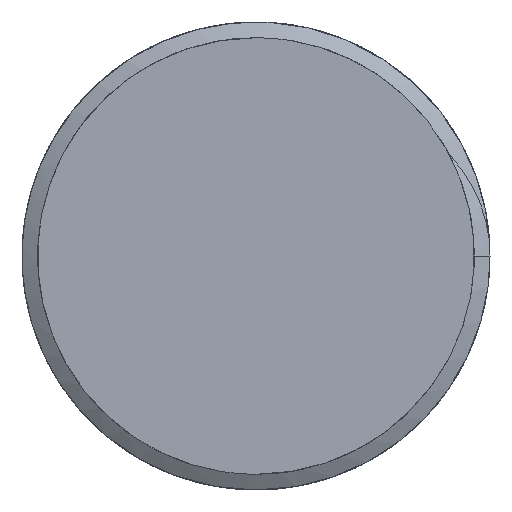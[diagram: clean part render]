
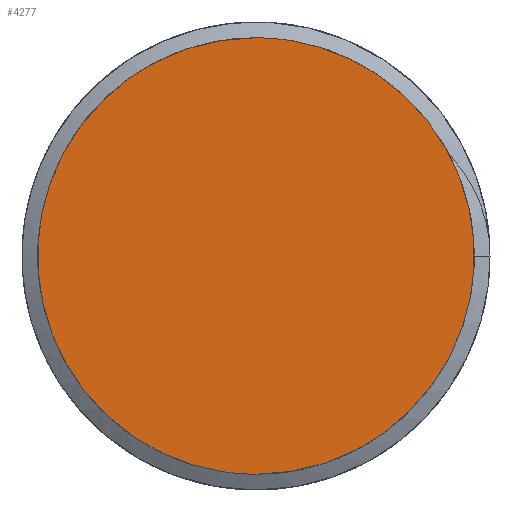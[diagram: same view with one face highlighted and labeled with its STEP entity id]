
A CAD part, front view. The second image highlights one B-rep face of the part: STEP entity #4277.
In plain terms, the highlighted free-form (B-spline) face has degree [1, 1] with [2, 2] control points.
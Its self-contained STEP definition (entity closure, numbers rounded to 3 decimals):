
#4250=CARTESIAN_POINT('',(-19.053,5.5,21.732));
#4251=CARTESIAN_POINT('',(19.053,5.5,21.732));
#4252=CARTESIAN_POINT('',(-19.053,5.5,-16.373));
#4253=CARTESIAN_POINT('',(19.053,5.5,-16.373));
#4254=B_SPLINE_SURFACE_WITH_KNOTS('',1,1,((#4250,#4251),(#4252,#4253)),.PLANE_SURF.,.F.,.F.,.U.,(2,2),(2,2),(0.,1.),(0.,1.),.UNSPECIFIED.);
#4255=CARTESIAN_POINT('',(0.,5.5,8.35));
#4256=VERTEX_POINT('',#4255);
#4257=CARTESIAN_POINT('',(0.,5.5,-8.35));
#4258=VERTEX_POINT('',#4257);
#4259=CARTESIAN_POINT('',(0.,5.5,8.35));
#4260=CARTESIAN_POINT('',(-8.35,5.5,8.35));
#4261=CARTESIAN_POINT('',(-8.35,5.5,0.));
#4262=CARTESIAN_POINT('',(-8.35,5.5,-8.35));
#4263=CARTESIAN_POINT('',(0.,5.5,-8.35));
#4264=(BOUNDED_CURVE()B_SPLINE_CURVE(2,(#4259,#4260,#4261,#4262,#4263),.CIRCULAR_ARC.,.F.,.U.)B_SPLINE_CURVE_WITH_KNOTS((3,2,3),(0.,0.5,1.),.UNSPECIFIED.)CURVE()GEOMETRIC_REPRESENTATION_ITEM()RATIONAL_B_SPLINE_CURVE((1.,0.707,1.,0.707,1.))REPRESENTATION_ITEM(''));
#4265=EDGE_CURVE('',#4256,#4258,#4264,.T.);
#4266=ORIENTED_EDGE('',*,*,#4265,.T.);
#4267=CARTESIAN_POINT('',(0.,5.5,-8.35));
#4268=CARTESIAN_POINT('',(8.35,5.5,-8.35));
#4269=CARTESIAN_POINT('',(8.35,5.5,0.));
#4270=CARTESIAN_POINT('',(8.35,5.5,8.35));
#4271=CARTESIAN_POINT('',(0.,5.5,8.35));
#4272=(BOUNDED_CURVE()B_SPLINE_CURVE(2,(#4267,#4268,#4269,#4270,#4271),.CIRCULAR_ARC.,.F.,.U.)B_SPLINE_CURVE_WITH_KNOTS((3,2,3),(0.,0.5,1.),.UNSPECIFIED.)CURVE()GEOMETRIC_REPRESENTATION_ITEM()RATIONAL_B_SPLINE_CURVE((1.,0.707,1.,0.707,1.))REPRESENTATION_ITEM(''));
#4273=EDGE_CURVE('',#4258,#4256,#4272,.T.);
#4274=ORIENTED_EDGE('',*,*,#4273,.T.);
#4275=EDGE_LOOP('',(#4266,#4274));
#4276=FACE_OUTER_BOUND('',#4275,.T.);
#4277=ADVANCED_FACE('',(#4276),#4254,.T.);
